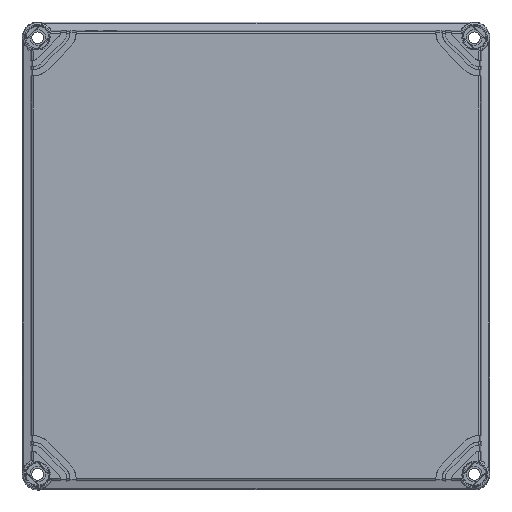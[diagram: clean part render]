
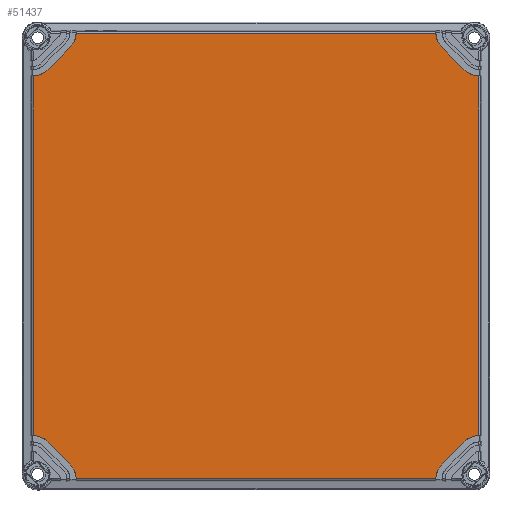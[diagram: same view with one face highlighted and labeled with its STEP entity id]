
A CAD part, top view. The second image highlights one B-rep face of the part: STEP entity #51437.
In plain terms, the highlighted planar face has unit normal (0, 0, 1).
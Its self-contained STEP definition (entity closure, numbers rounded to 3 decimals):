
#47974=AXIS2_PLACEMENT_3D('Circle Axis2P3D',#47972,#47973,$) ;
#48517=AXIS2_PLACEMENT_3D('Circle Axis2P3D',#48515,#48516,$) ;
#48877=AXIS2_PLACEMENT_3D('Circle Axis2P3D',#48875,#48876,$) ;
#49026=AXIS2_PLACEMENT_3D('Circle Axis2P3D',#49024,#49025,$) ;
#51215=AXIS2_PLACEMENT_3D('Circle Axis2P3D',#51213,#51214,$) ;
#51268=AXIS2_PLACEMENT_3D('Circle Axis2P3D',#51266,#51267,$) ;
#51374=AXIS2_PLACEMENT_3D('Plane Axis2P3D',#51371,#51372,#51373) ;
#51385=AXIS2_PLACEMENT_3D('Circle Axis2P3D',#51383,#51384,$) ;
#51399=AXIS2_PLACEMENT_3D('Circle Axis2P3D',#51397,#51398,$) ;
#47972=CARTESIAN_POINT('Axis2P3D Location',(20.654,6.7,132.)) ;
#47976=CARTESIAN_POINT('Vertex',(34.647,7.149,132.)) ;
#47978=CARTESIAN_POINT('Vertex',(30.553,16.599,132.)) ;
#48017=CARTESIAN_POINT('Vertex',(265.353,7.149,132.)) ;
#48020=CARTESIAN_POINT('Line Origine',(17.528,7.149,132.)) ;
#48512=CARTESIAN_POINT('Vertex',(269.447,16.599,132.)) ;
#48515=CARTESIAN_POINT('Axis2P3D Location',(279.346,6.7,132.)) ;
#48872=CARTESIAN_POINT('Vertex',(30.553,283.401,132.)) ;
#48875=CARTESIAN_POINT('Axis2P3D Location',(20.654,293.3,132.)) ;
#48879=CARTESIAN_POINT('Vertex',(34.647,292.851,132.)) ;
#48906=CARTESIAN_POINT('Vertex',(265.353,292.851,132.)) ;
#48909=CARTESIAN_POINT('Line Origine',(282.472,292.851,132.)) ;
#49024=CARTESIAN_POINT('Axis2P3D Location',(279.346,293.3,132.)) ;
#49028=CARTESIAN_POINT('Vertex',(269.447,283.401,132.)) ;
#51210=CARTESIAN_POINT('Vertex',(16.599,30.553,132.)) ;
#51213=CARTESIAN_POINT('Axis2P3D Location',(6.7,20.654,132.)) ;
#51217=CARTESIAN_POINT('Vertex',(7.149,34.647,132.)) ;
#51244=CARTESIAN_POINT('Vertex',(7.149,265.353,132.)) ;
#51247=CARTESIAN_POINT('Line Origine',(7.149,282.472,132.)) ;
#51266=CARTESIAN_POINT('Axis2P3D Location',(6.7,279.346,132.)) ;
#51270=CARTESIAN_POINT('Vertex',(16.599,269.447,132.)) ;
#51371=CARTESIAN_POINT('Axis2P3D Location',(150.,150.,132.)) ;
#51376=CARTESIAN_POINT('Line Origine',(276.424,23.576,132.)) ;
#51380=CARTESIAN_POINT('Vertex',(283.401,30.553,132.)) ;
#51383=CARTESIAN_POINT('Axis2P3D Location',(293.3,20.654,132.)) ;
#51387=CARTESIAN_POINT('Vertex',(292.851,34.647,132.)) ;
#51390=CARTESIAN_POINT('Line Origine',(292.851,150.,132.)) ;
#51394=CARTESIAN_POINT('Vertex',(292.851,265.353,132.)) ;
#51397=CARTESIAN_POINT('Axis2P3D Location',(293.3,279.346,132.)) ;
#51401=CARTESIAN_POINT('Vertex',(283.401,269.447,132.)) ;
#51404=CARTESIAN_POINT('Line Origine',(276.424,276.424,132.)) ;
#51409=CARTESIAN_POINT('Line Origine',(23.576,276.424,132.)) ;
#51414=CARTESIAN_POINT('Line Origine',(23.576,23.576,132.)) ;
#47973=DIRECTION('Axis2P3D Direction',(0.,0.,1.)) ;
#48021=DIRECTION('Vector Direction',(1.,0.,0.)) ;
#48516=DIRECTION('Axis2P3D Direction',(0.,0.,1.)) ;
#48876=DIRECTION('Axis2P3D Direction',(0.,0.,1.)) ;
#48910=DIRECTION('Vector Direction',(-1.,0.,0.)) ;
#49025=DIRECTION('Axis2P3D Direction',(0.,0.,1.)) ;
#51214=DIRECTION('Axis2P3D Direction',(0.,0.,1.)) ;
#51248=DIRECTION('Vector Direction',(0.,-1.,0.)) ;
#51267=DIRECTION('Axis2P3D Direction',(0.,0.,1.)) ;
#51372=DIRECTION('Axis2P3D Direction',(0.,0.,1.)) ;
#51373=DIRECTION('Axis2P3D XDirection',(1.,0.,0.)) ;
#51377=DIRECTION('Vector Direction',(-0.707,-0.707,0.)) ;
#51384=DIRECTION('Axis2P3D Direction',(0.,0.,1.)) ;
#51391=DIRECTION('Vector Direction',(0.,1.,0.)) ;
#51398=DIRECTION('Axis2P3D Direction',(0.,0.,1.)) ;
#51405=DIRECTION('Vector Direction',(0.707,-0.707,0.)) ;
#51410=DIRECTION('Vector Direction',(0.707,0.707,0.)) ;
#51415=DIRECTION('Vector Direction',(-0.707,0.707,0.)) ;
#48022=VECTOR('Line Direction',#48021,1.) ;
#48911=VECTOR('Line Direction',#48910,1.) ;
#51249=VECTOR('Line Direction',#51248,1.) ;
#51378=VECTOR('Line Direction',#51377,1.) ;
#51392=VECTOR('Line Direction',#51391,1.) ;
#51406=VECTOR('Line Direction',#51405,1.) ;
#51411=VECTOR('Line Direction',#51410,1.) ;
#51416=VECTOR('Line Direction',#51415,1.) ;
#51420=ORIENTED_EDGE('',*,*,#48519,.F.) ;
#51421=ORIENTED_EDGE('',*,*,#51382,.F.) ;
#51422=ORIENTED_EDGE('',*,*,#51389,.F.) ;
#51423=ORIENTED_EDGE('',*,*,#51396,.T.) ;
#51424=ORIENTED_EDGE('',*,*,#51403,.F.) ;
#51425=ORIENTED_EDGE('',*,*,#51408,.F.) ;
#51426=ORIENTED_EDGE('',*,*,#49030,.F.) ;
#51427=ORIENTED_EDGE('',*,*,#48913,.F.) ;
#51428=ORIENTED_EDGE('',*,*,#48881,.F.) ;
#51429=ORIENTED_EDGE('',*,*,#51413,.F.) ;
#51430=ORIENTED_EDGE('',*,*,#51272,.F.) ;
#51431=ORIENTED_EDGE('',*,*,#51251,.T.) ;
#51432=ORIENTED_EDGE('',*,*,#51219,.F.) ;
#51433=ORIENTED_EDGE('',*,*,#51418,.F.) ;
#51434=ORIENTED_EDGE('',*,*,#47980,.F.) ;
#51435=ORIENTED_EDGE('',*,*,#48024,.T.) ;
#51437=ADVANCED_FACE('DE_FPC_30-30-13\\MANIFOLD_SOLID_BREP #103313',(#51436),#51375,.T.) ;
#47975=CIRCLE('generated circle',#47974,14.) ;
#48518=CIRCLE('generated circle',#48517,14.) ;
#48878=CIRCLE('generated circle',#48877,14.) ;
#49027=CIRCLE('generated circle',#49026,14.) ;
#51216=CIRCLE('generated circle',#51215,14.) ;
#51269=CIRCLE('generated circle',#51268,14.) ;
#51386=CIRCLE('generated circle',#51385,14.) ;
#51400=CIRCLE('generated circle',#51399,14.) ;
#47980=EDGE_CURVE('',#47977,#47979,#47975,.T.) ;
#48024=EDGE_CURVE('',#47977,#48018,#48023,.T.) ;
#48519=EDGE_CURVE('',#48513,#48018,#48518,.T.) ;
#48881=EDGE_CURVE('',#48873,#48880,#48878,.T.) ;
#48913=EDGE_CURVE('',#48880,#48907,#48912,.F.) ;
#49030=EDGE_CURVE('',#48907,#49029,#49027,.T.) ;
#51219=EDGE_CURVE('',#51211,#51218,#51216,.T.) ;
#51251=EDGE_CURVE('',#51245,#51218,#51250,.T.) ;
#51272=EDGE_CURVE('',#51245,#51271,#51269,.T.) ;
#51382=EDGE_CURVE('',#51381,#48513,#51379,.T.) ;
#51389=EDGE_CURVE('',#51388,#51381,#51386,.T.) ;
#51396=EDGE_CURVE('',#51388,#51395,#51393,.T.) ;
#51403=EDGE_CURVE('',#51402,#51395,#51400,.T.) ;
#51408=EDGE_CURVE('',#49029,#51402,#51407,.T.) ;
#51413=EDGE_CURVE('',#51271,#48873,#51412,.T.) ;
#51418=EDGE_CURVE('',#47979,#51211,#51417,.T.) ;
#51419=EDGE_LOOP('',(#51420,#51421,#51422,#51423,#51424,#51425,#51426,#51427,#51428,#51429,#51430,#51431,#51432,#51433,#51434,#51435)) ;
#51436=FACE_OUTER_BOUND('',#51419,.T.) ;
#48023=LINE('Line',#48020,#48022) ;
#48912=LINE('Line',#48909,#48911) ;
#51250=LINE('Line',#51247,#51249) ;
#51379=LINE('Line',#51376,#51378) ;
#51393=LINE('Line',#51390,#51392) ;
#51407=LINE('Line',#51404,#51406) ;
#51412=LINE('Line',#51409,#51411) ;
#51417=LINE('Line',#51414,#51416) ;
#51375=PLANE('',#51374) ;
#47977=VERTEX_POINT('',#47976) ;
#47979=VERTEX_POINT('',#47978) ;
#48018=VERTEX_POINT('',#48017) ;
#48513=VERTEX_POINT('',#48512) ;
#48873=VERTEX_POINT('',#48872) ;
#48880=VERTEX_POINT('',#48879) ;
#48907=VERTEX_POINT('',#48906) ;
#49029=VERTEX_POINT('',#49028) ;
#51211=VERTEX_POINT('',#51210) ;
#51218=VERTEX_POINT('',#51217) ;
#51245=VERTEX_POINT('',#51244) ;
#51271=VERTEX_POINT('',#51270) ;
#51381=VERTEX_POINT('',#51380) ;
#51388=VERTEX_POINT('',#51387) ;
#51395=VERTEX_POINT('',#51394) ;
#51402=VERTEX_POINT('',#51401) ;
